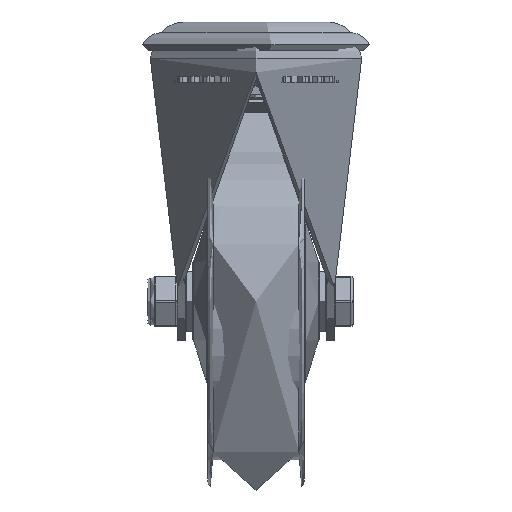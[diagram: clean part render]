
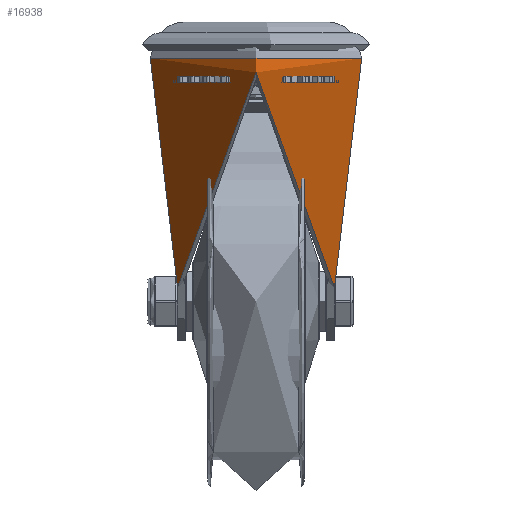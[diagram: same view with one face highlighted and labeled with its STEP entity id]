
A CAD part, left-side view. The second image highlights one B-rep face of the part: STEP entity #16938.
In plain terms, the highlighted cylindrical face has radius 35 mm (diameter 70 mm), a full revolution.
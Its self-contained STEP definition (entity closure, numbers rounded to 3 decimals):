
#420=B_SPLINE_CURVE_WITH_KNOTS('',3,(#25432,#25433,#25434,#25435,#25436,
#25437,#25438,#25439,#25440,#25441,#25442,#25443),.UNSPECIFIED.,.F.,.F.,
(4,2,2,2,2,4),(0.893,0.94,0.987,1.081,
1.216,1.35),.UNSPECIFIED.);
#432=B_SPLINE_CURVE_WITH_KNOTS('',3,(#25648,#25649,#25650,#25651,#25652,
#25653,#25654,#25655,#25656,#25657,#25658,#25659,#25660,#25661,#25662,#25663,
#25664,#25665,#25666,#25667,#25668,#25669,#25670,#25671,#25672,#25673,#25674,
#25675,#25676,#25677,#25678,#25679,#25680,#25681,#25682,#25683,#25684,#25685,
#25686,#25687,#25688,#25689,#25690,#25691,#25692,#25693,#25694,#25695,#25696,
#25697),.UNSPECIFIED.,.F.,.F.,(4,2,2,2,2,2,2,2,2,2,2,2,2,2,2,2,2,2,2,2,
2,2,2,2,4),(-24.709,-24.34,-23.155,-21.971,
-20.786,-19.761,-18.737,-17.712,
-16.688,-16.046,-15.403,-14.761,-14.119,
-13.477,-12.835,-12.192,-11.55,
-10.526,-9.501,-8.477,-7.452,
-6.268,-5.083,-3.898,-3.529),
 .UNSPECIFIED.);
#434=B_SPLINE_CURVE_WITH_KNOTS('',3,(#25766,#25767,#25768,#25769,#25770,
#25771,#25772,#25773,#25774,#25775,#25776,#25777),.UNSPECIFIED.,.F.,.F.,
(4,2,2,2,2,4),(0.436,0.57,0.705,0.799,
0.846,0.893),.UNSPECIFIED.);
#1714=CYLINDRICAL_SURFACE('',#18446,35.);
#2257=LINE('',#25452,#3528);
#2287=LINE('',#25780,#3558);
#2288=LINE('',#25782,#3559);
#3528=VECTOR('',#20828,10.);
#3558=VECTOR('',#20902,35.);
#3559=VECTOR('',#20905,10.);
#4685=FACE_OUTER_BOUND('',#5715,.T.);
#5715=EDGE_LOOP('',(#12802,#12803,#12804,#12805,#12806,#12807,#12808,#12809,
#12810,#12811));
#6894=CIRCLE('',#18430,35.);
#6895=CIRCLE('',#18431,35.);
#6902=CIRCLE('',#18447,35.);
#7784=VERTEX_POINT('',#25429);
#7785=VERTEX_POINT('',#25431);
#7787=VERTEX_POINT('',#25451);
#7814=VERTEX_POINT('',#25609);
#7815=VERTEX_POINT('',#25611);
#7827=VERTEX_POINT('',#25647);
#7832=VERTEX_POINT('',#25764);
#7833=VERTEX_POINT('',#25779);
#9640=EDGE_CURVE('',#7784,#7785,#420,.F.);
#9645=EDGE_CURVE('',#7787,#7785,#2257,.T.);
#9674=EDGE_CURVE('',#7815,#7814,#6894,.T.);
#9675=EDGE_CURVE('',#7784,#7815,#6895,.T.);
#9690=EDGE_CURVE('',#7827,#7787,#432,.T.);
#9701=EDGE_CURVE('',#7832,#7814,#434,.F.);
#9702=EDGE_CURVE('',#7815,#7833,#2287,.T.);
#9703=EDGE_CURVE('',#7833,#7833,#6902,.T.);
#9704=EDGE_CURVE('',#7832,#7827,#2288,.T.);
#12802=ORIENTED_EDGE('',*,*,#9675,.T.);
#12803=ORIENTED_EDGE('',*,*,#9702,.T.);
#12804=ORIENTED_EDGE('',*,*,#9703,.F.);
#12805=ORIENTED_EDGE('',*,*,#9702,.F.);
#12806=ORIENTED_EDGE('',*,*,#9674,.T.);
#12807=ORIENTED_EDGE('',*,*,#9701,.F.);
#12808=ORIENTED_EDGE('',*,*,#9704,.T.);
#12809=ORIENTED_EDGE('',*,*,#9690,.T.);
#12810=ORIENTED_EDGE('',*,*,#9645,.T.);
#12811=ORIENTED_EDGE('',*,*,#9640,.F.);
#16938=ADVANCED_FACE('',(#4685),#1714,.T.);
#18430=AXIS2_PLACEMENT_3D('',#25612,#20853,#20854);
#18431=AXIS2_PLACEMENT_3D('',#25613,#20855,#20856);
#18446=AXIS2_PLACEMENT_3D('',#25778,#20900,#20901);
#18447=AXIS2_PLACEMENT_3D('',#25781,#20903,#20904);
#20828=DIRECTION('',(0.,0.,1.));
#20853=DIRECTION('center_axis',(0.,0.,1.));
#20854=DIRECTION('ref_axis',(-1.,0.,0.));
#20855=DIRECTION('center_axis',(0.,0.,1.));
#20856=DIRECTION('ref_axis',(-1.,0.,0.));
#20900=DIRECTION('center_axis',(0.,0.,-1.));
#20901=DIRECTION('ref_axis',(-1.,0.,0.));
#20902=DIRECTION('',(0.,0.,1.));
#20903=DIRECTION('center_axis',(0.,0.,1.));
#20904=DIRECTION('ref_axis',(-1.,0.,0.));
#20905=DIRECTION('',(0.,0.,-1.));
#25429=CARTESIAN_POINT('',(25.937,-23.5,-4.));
#25431=CARTESIAN_POINT('',(23.431,-26.,-6.5));
#25432=CARTESIAN_POINT('Ctrl Pts',(23.431,-26.,-6.5));
#25433=CARTESIAN_POINT('Ctrl Pts',(23.431,-26.,-6.343));
#25434=CARTESIAN_POINT('Ctrl Pts',(23.447,-25.985,-6.184));
#25435=CARTESIAN_POINT('Ctrl Pts',(23.513,-25.926,-5.875));
#25436=CARTESIAN_POINT('Ctrl Pts',(23.562,-25.881,-5.724));
#25437=CARTESIAN_POINT('Ctrl Pts',(23.746,-25.713,-5.298));
#25438=CARTESIAN_POINT('Ctrl Pts',(23.919,-25.552,-5.049));
#25439=CARTESIAN_POINT('Ctrl Pts',(24.353,-25.14,-4.578));
#25440=CARTESIAN_POINT('Ctrl Pts',(24.663,-24.838,-4.358));
#25441=CARTESIAN_POINT('Ctrl Pts',(25.305,-24.184,-4.069));
#25442=CARTESIAN_POINT('Ctrl Pts',(25.637,-23.832,-4.));
#25443=CARTESIAN_POINT('Ctrl Pts',(25.937,-23.5,-4.));
#25451=CARTESIAN_POINT('',(23.431,-26.,-78.427));
#25452=CARTESIAN_POINT('',(23.431,-26.,0.));
#25609=CARTESIAN_POINT('',(25.937,23.5,-4.));
#25611=CARTESIAN_POINT('',(35.,0.,-4.));
#25612=CARTESIAN_POINT('Origin',(0.,0.,-4.));
#25613=CARTESIAN_POINT('Origin',(0.,0.,-4.));
#25647=CARTESIAN_POINT('',(23.431,26.,-78.427));
#25648=CARTESIAN_POINT('Ctrl Pts',(23.431,26.,-78.427));
#25649=CARTESIAN_POINT('Ctrl Pts',(22.807,26.563,-77.461));
#25650=CARTESIAN_POINT('Ctrl Pts',(22.166,27.099,-76.479));
#25651=CARTESIAN_POINT('Ctrl Pts',(19.404,29.251,-72.287));
#25652=CARTESIAN_POINT('Ctrl Pts',(17.141,30.626,-68.953));
#25653=CARTESIAN_POINT('Ctrl Pts',(12.417,32.827,-62.222));
#25654=CARTESIAN_POINT('Ctrl Pts',(9.956,33.651,-58.825));
#25655=CARTESIAN_POINT('Ctrl Pts',(4.977,34.738,-52.171));
#25656=CARTESIAN_POINT('Ctrl Pts',(2.46,35.,-48.915));
#25657=CARTESIAN_POINT('Ctrl Pts',(-2.127,35.,-43.154));
#25658=CARTESIAN_POINT('Ctrl Pts',(-4.383,34.804,-40.391));
#25659=CARTESIAN_POINT('Ctrl Pts',(-9.,33.905,-34.89));
#25660=CARTESIAN_POINT('Ctrl Pts',(-11.361,33.201,-32.153));
#25661=CARTESIAN_POINT('Ctrl Pts',(-16.018,31.222,-26.892));
#25662=CARTESIAN_POINT('Ctrl Pts',(-18.315,29.946,-24.366));
#25663=CARTESIAN_POINT('Ctrl Pts',(-22.669,26.802,-19.686));
#25664=CARTESIAN_POINT('Ctrl Pts',(-24.725,24.934,-17.532));
#25665=CARTESIAN_POINT('Ctrl Pts',(-27.729,21.43,-14.44));
#25666=CARTESIAN_POINT('Ctrl Pts',(-28.866,19.893,-13.285));
#25667=CARTESIAN_POINT('Ctrl Pts',(-30.934,16.495,-11.205));
#25668=CARTESIAN_POINT('Ctrl Pts',(-31.865,14.633,-10.28));
#25669=CARTESIAN_POINT('Ctrl Pts',(-33.396,10.685,-8.769));
#25670=CARTESIAN_POINT('Ctrl Pts',(-33.998,8.593,-8.181));
#25671=CARTESIAN_POINT('Ctrl Pts',(-34.8,4.322,-7.399));
#25672=CARTESIAN_POINT('Ctrl Pts',(-35.,2.141,-7.205));
#25673=CARTESIAN_POINT('Ctrl Pts',(-35.,-2.141,-7.205));
#25674=CARTESIAN_POINT('Ctrl Pts',(-34.8,-4.322,
-7.399));
#25675=CARTESIAN_POINT('Ctrl Pts',(-33.998,-8.593,-8.181));
#25676=CARTESIAN_POINT('Ctrl Pts',(-33.396,-10.685,
-8.769));
#25677=CARTESIAN_POINT('Ctrl Pts',(-31.865,-14.633,-10.28));
#25678=CARTESIAN_POINT('Ctrl Pts',(-30.934,-16.495,
-11.205));
#25679=CARTESIAN_POINT('Ctrl Pts',(-28.866,-19.893,
-13.285));
#25680=CARTESIAN_POINT('Ctrl Pts',(-27.729,-21.43,
-14.44));
#25681=CARTESIAN_POINT('Ctrl Pts',(-24.725,-24.934,
-17.532));
#25682=CARTESIAN_POINT('Ctrl Pts',(-22.669,-26.802,
-19.686));
#25683=CARTESIAN_POINT('Ctrl Pts',(-18.315,-29.946,-24.366));
#25684=CARTESIAN_POINT('Ctrl Pts',(-16.018,-31.222,
-26.892));
#25685=CARTESIAN_POINT('Ctrl Pts',(-11.361,-33.201,
-32.153));
#25686=CARTESIAN_POINT('Ctrl Pts',(-9.,-33.905,
-34.89));
#25687=CARTESIAN_POINT('Ctrl Pts',(-4.383,-34.804,
-40.391));
#25688=CARTESIAN_POINT('Ctrl Pts',(-2.127,-35.,-43.154));
#25689=CARTESIAN_POINT('Ctrl Pts',(2.46,-35.,-48.915));
#25690=CARTESIAN_POINT('Ctrl Pts',(4.977,-34.738,-52.171));
#25691=CARTESIAN_POINT('Ctrl Pts',(9.956,-33.651,-58.825));
#25692=CARTESIAN_POINT('Ctrl Pts',(12.417,-32.827,-62.222));
#25693=CARTESIAN_POINT('Ctrl Pts',(17.141,-30.626,-68.953));
#25694=CARTESIAN_POINT('Ctrl Pts',(19.404,-29.251,-72.287));
#25695=CARTESIAN_POINT('Ctrl Pts',(22.166,-27.099,-76.479));
#25696=CARTESIAN_POINT('Ctrl Pts',(22.807,-26.563,-77.461));
#25697=CARTESIAN_POINT('Ctrl Pts',(23.431,-26.,-78.427));
#25764=CARTESIAN_POINT('',(23.431,26.,-6.5));
#25766=CARTESIAN_POINT('Ctrl Pts',(25.937,23.5,-4.));
#25767=CARTESIAN_POINT('Ctrl Pts',(25.637,23.832,-4.));
#25768=CARTESIAN_POINT('Ctrl Pts',(25.305,24.184,-4.069));
#25769=CARTESIAN_POINT('Ctrl Pts',(24.663,24.838,-4.358));
#25770=CARTESIAN_POINT('Ctrl Pts',(24.353,25.14,-4.578));
#25771=CARTESIAN_POINT('Ctrl Pts',(23.919,25.552,-5.049));
#25772=CARTESIAN_POINT('Ctrl Pts',(23.746,25.713,-5.298));
#25773=CARTESIAN_POINT('Ctrl Pts',(23.562,25.881,-5.724));
#25774=CARTESIAN_POINT('Ctrl Pts',(23.513,25.926,-5.875));
#25775=CARTESIAN_POINT('Ctrl Pts',(23.447,25.985,-6.184));
#25776=CARTESIAN_POINT('Ctrl Pts',(23.431,26.,-6.343));
#25777=CARTESIAN_POINT('Ctrl Pts',(23.431,26.,-6.5));
#25778=CARTESIAN_POINT('Origin',(0.,0.,0.));
#25779=CARTESIAN_POINT('',(35.,0.,-2.5));
#25780=CARTESIAN_POINT('',(35.,0.,0.));
#25781=CARTESIAN_POINT('Origin',(0.,0.,-2.5));
#25782=CARTESIAN_POINT('',(23.431,26.,0.));
